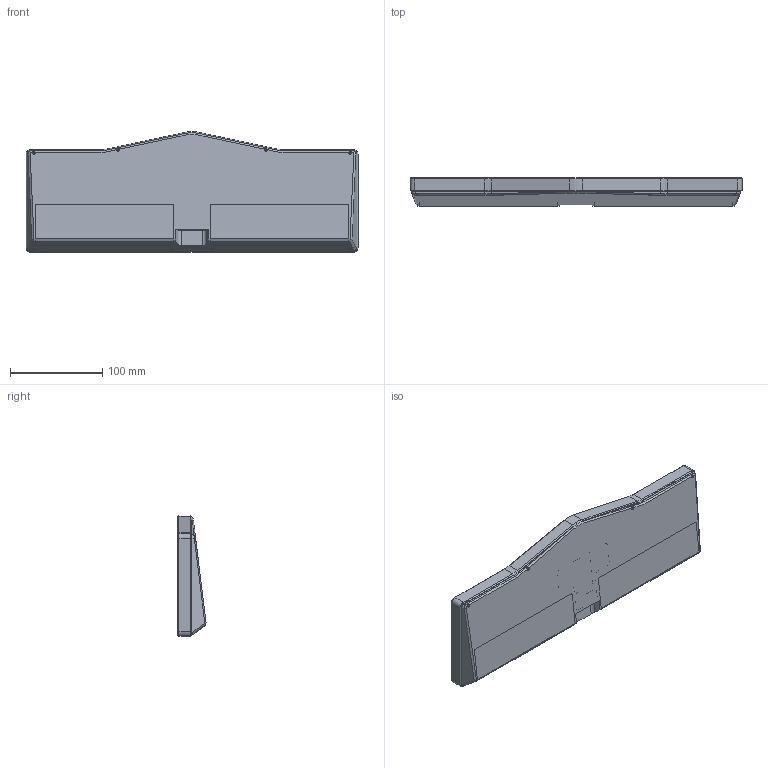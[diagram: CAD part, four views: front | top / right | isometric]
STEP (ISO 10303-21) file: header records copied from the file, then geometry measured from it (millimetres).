
FILE_DESCRIPTION(/* description */ (''),/* implementation_level */ '2;1');
FILE_NAME(/* name */ 'Xrystia.step',/* time_stamp */ '2021-06-26T21:51:29+09:00',/* author */ (''),/* organization */ (''),/* preprocessor_version */ 'ST-DEVELOPER v18.1',/* originating_system */ 'Autodesk Translation Framework v10.9.0.1377',/* authorisation */ '');
FILE_SCHEMA (('AUTOMOTIVE_DESIGN { 1 0 10303 214 3 1 1 }'));
Length unit declared in the file: millimetre
Products named in the file (1): Crystia
Bounding box: 360 x 30.44 x 130.79 mm (x, y, z)
Volume: 396036.2 mm3; surface area: 322396.3 mm2
Topology: 22 solids, 22 shells, 1522 faces, 4117 edges, 2650 vertices
Faces by surface type: plane 1046, cylinder 320, cone 94, bspline 28, torus 25, sphere 9
Full cylindrical faces by diameter (mm): 1.6 x10, 2.1 x8, 3.1 x4, 3.3 x6, 4.2 x6, 9.2 x2, 13.5 x2
Entity records: 48239 total; most frequent: CARTESIAN_POINT 9067, ORIENTED_EDGE 8234, DIRECTION 7840, EDGE_CURVE 4117, LINE 3278, VECTOR 3278, VERTEX_POINT 2650, AXIS2_PLACEMENT_3D 2281
